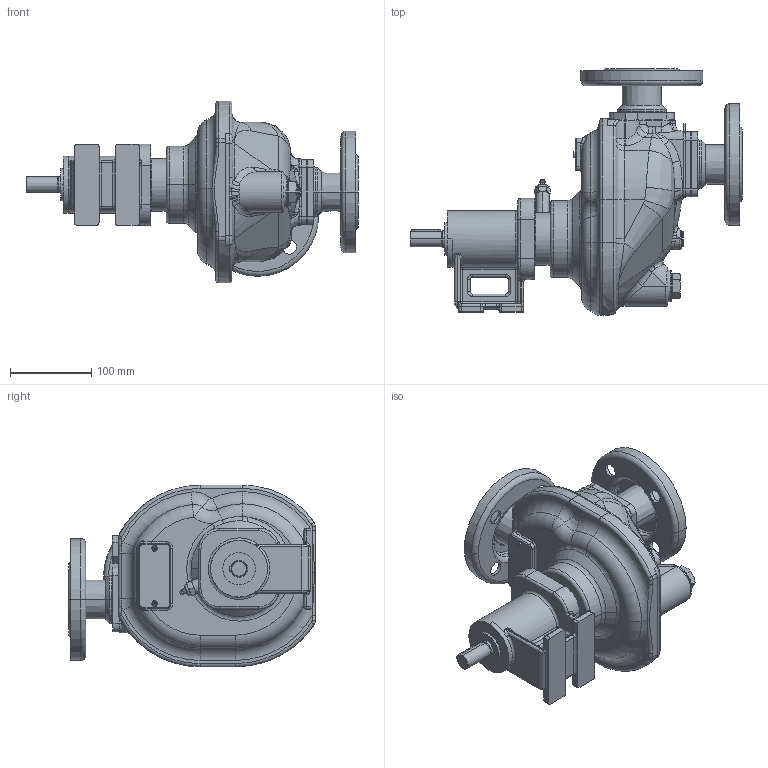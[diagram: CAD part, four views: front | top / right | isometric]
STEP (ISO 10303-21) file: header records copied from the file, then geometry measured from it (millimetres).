
FILE_DESCRIPTION((''),'2;1');
FILE_NAME('S_41-50_K_S_F','2023-09-18T14:26:22',('Nicola'),(''),'CREO PARAMETRIC BY PTC INC, 2023134','CREO PARAMETRIC BY PTC INC, 2023134','');
FILE_SCHEMA(('CONFIG_CONTROL_DESIGN'));
Products named in the file (1): S_41-50_K_S_F
Bounding box: 409.3 x 304 x 224 mm (x, y, z)
Volume: 5201163.2 mm3; surface area: 404732.3 mm2
Topology: 1 solids, 2 shells, 901 faces, 2064 edges, 1219 vertices
Faces by surface type: cylinder 300, plane 221, bspline 148, torus 140, cone 69, sphere 23
Entity records: 41765 total; most frequent: CARTESIAN_POINT 22066, DIRECTION 4161, ORIENTED_EDGE 4126, EDGE_CURVE 2063, AXIS2_PLACEMENT_3D 1766, VERTEX_POINT 1219, CIRCLE 1013, EDGE_LOOP 982
